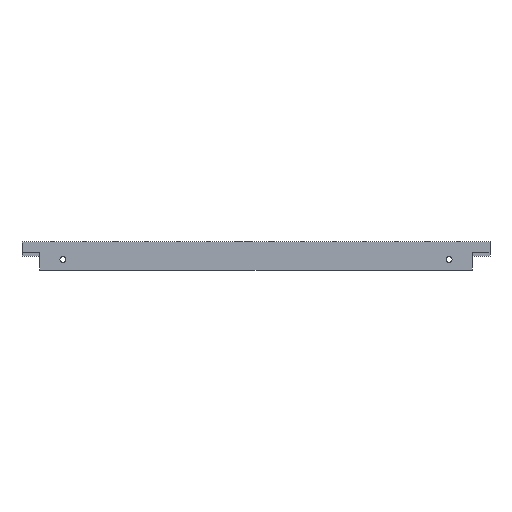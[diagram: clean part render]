
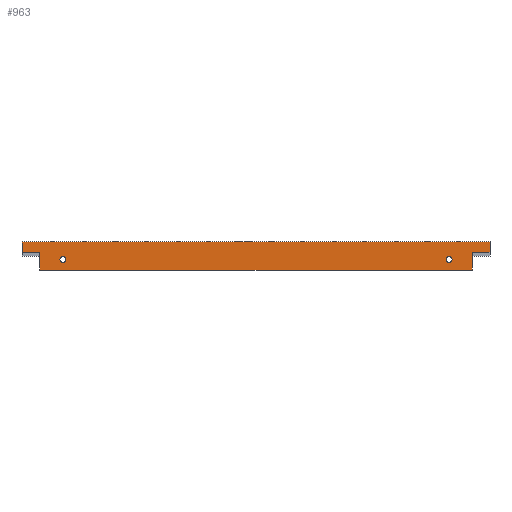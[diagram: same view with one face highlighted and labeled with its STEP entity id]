
A CAD part, left-side view. The second image highlights one B-rep face of the part: STEP entity #963.
In plain terms, the highlighted planar face has unit normal (-1, 0, 0).
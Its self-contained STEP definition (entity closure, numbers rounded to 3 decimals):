
#75=FACE_BOUND('',#282,.T.);
#76=FACE_BOUND('',#283,.T.);
#163=CIRCLE('',#1082,4.25);
#164=CIRCLE('',#1084,4.25);
#207=FACE_OUTER_BOUND('',#281,.T.);
#281=EDGE_LOOP('',(#865,#866,#867,#868,#869,#870,#871,#872));
#282=EDGE_LOOP('',(#873));
#283=EDGE_LOOP('',(#874));
#315=LINE('',#1376,#381);
#319=LINE('',#1383,#385);
#322=LINE('',#1391,#388);
#325=LINE('',#1397,#391);
#333=LINE('',#1412,#399);
#335=LINE('',#1415,#401);
#374=LINE('',#1614,#440);
#377=LINE('',#1619,#443);
#381=VECTOR('',#1098,10.);
#385=VECTOR('',#1104,10.);
#388=VECTOR('',#1109,10.);
#391=VECTOR('',#1114,10.);
#399=VECTOR('',#1124,10.);
#401=VECTOR('',#1128,10.);
#440=VECTOR('',#1355,10.);
#443=VECTOR('',#1362,10.);
#447=VERTEX_POINT('',#1373);
#448=VERTEX_POINT('',#1375);
#450=VERTEX_POINT('',#1381);
#453=VERTEX_POINT('',#1388);
#454=VERTEX_POINT('',#1390);
#456=VERTEX_POINT('',#1396);
#462=VERTEX_POINT('',#1410);
#522=VERTEX_POINT('',#1593);
#523=VERTEX_POINT('',#1597);
#527=VERTEX_POINT('',#1611);
#531=EDGE_CURVE('',#448,#447,#315,.T.);
#535=EDGE_CURVE('',#447,#450,#319,.T.);
#538=EDGE_CURVE('',#454,#453,#322,.T.);
#541=EDGE_CURVE('',#456,#454,#325,.T.);
#549=EDGE_CURVE('',#462,#453,#333,.T.);
#551=EDGE_CURVE('',#456,#450,#335,.T.);
#640=EDGE_CURVE('',#522,#522,#163,.T.);
#642=EDGE_CURVE('',#523,#523,#164,.T.);
#650=EDGE_CURVE('',#527,#462,#374,.T.);
#653=EDGE_CURVE('',#448,#527,#377,.T.);
#865=ORIENTED_EDGE('',*,*,#535,.T.);
#866=ORIENTED_EDGE('',*,*,#551,.F.);
#867=ORIENTED_EDGE('',*,*,#541,.T.);
#868=ORIENTED_EDGE('',*,*,#538,.T.);
#869=ORIENTED_EDGE('',*,*,#549,.F.);
#870=ORIENTED_EDGE('',*,*,#650,.F.);
#871=ORIENTED_EDGE('',*,*,#653,.F.);
#872=ORIENTED_EDGE('',*,*,#531,.T.);
#873=ORIENTED_EDGE('',*,*,#640,.T.);
#874=ORIENTED_EDGE('',*,*,#642,.T.);
#919=PLANE('',#1090);
#963=ADVANCED_FACE('',(#207,#75,#76),#919,.T.);
#1082=AXIS2_PLACEMENT_3D('',#1594,#1335,#1336);
#1084=AXIS2_PLACEMENT_3D('',#1598,#1340,#1341);
#1090=AXIS2_PLACEMENT_3D('',#1621,#1364,#1365);
#1098=DIRECTION('',(0.,-1.,0.));
#1104=DIRECTION('',(0.,0.,-1.));
#1109=DIRECTION('',(0.,-1.,0.));
#1114=DIRECTION('',(0.,0.,1.));
#1124=DIRECTION('',(0.,0.,-1.));
#1128=DIRECTION('',(0.,1.,0.));
#1335=DIRECTION('center_axis',(1.,0.,0.));
#1336=DIRECTION('ref_axis',(0.,-1.,0.));
#1340=DIRECTION('center_axis',(1.,0.,0.));
#1341=DIRECTION('ref_axis',(0.,-1.,0.));
#1355=DIRECTION('',(0.,-1.,0.));
#1362=DIRECTION('',(0.,0.,1.));
#1364=DIRECTION('center_axis',(-1.,0.,0.));
#1365=DIRECTION('ref_axis',(0.,0.,1.));
#1373=CARTESIAN_POINT('',(-42.5,308.375,-13.));
#1375=CARTESIAN_POINT('',(-42.5,333.375,-13.));
#1376=CARTESIAN_POINT('',(-42.5,154.188,-13.));
#1381=CARTESIAN_POINT('',(-42.5,308.375,-38.));
#1383=CARTESIAN_POINT('',(-42.5,308.375,-18.5));
#1388=CARTESIAN_POINT('',(-42.5,-333.375,-13.));
#1390=CARTESIAN_POINT('',(-42.5,-308.375,-13.));
#1391=CARTESIAN_POINT('',(-42.5,-166.688,-13.));
#1396=CARTESIAN_POINT('',(-42.5,-308.375,-38.));
#1397=CARTESIAN_POINT('',(-42.5,-308.375,-6.));
#1410=CARTESIAN_POINT('',(-42.5,-333.375,2.));
#1412=CARTESIAN_POINT('',(-42.5,-333.375,2.));
#1415=CARTESIAN_POINT('',(-42.5,-333.375,-38.));
#1593=CARTESIAN_POINT('',(-42.5,-270.75,-23.));
#1594=CARTESIAN_POINT('Origin',(-42.5,-275.,-23.));
#1597=CARTESIAN_POINT('',(-42.5,279.25,-23.));
#1598=CARTESIAN_POINT('Origin',(-42.5,275.,-23.));
#1611=CARTESIAN_POINT('',(-42.5,333.375,2.));
#1614=CARTESIAN_POINT('',(-42.5,0.,2.));
#1619=CARTESIAN_POINT('',(-42.5,333.375,-38.));
#1621=CARTESIAN_POINT('Origin',(-42.5,0.,1.));
